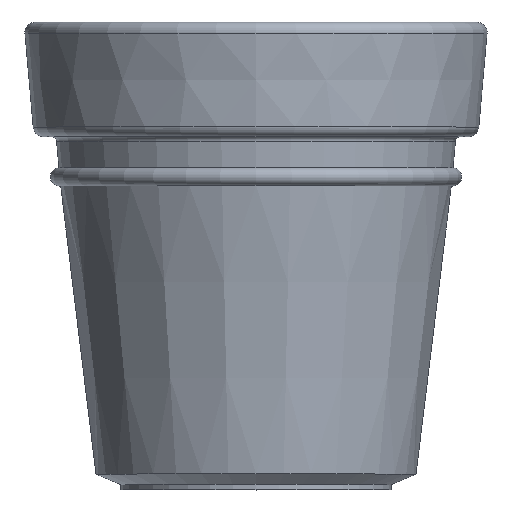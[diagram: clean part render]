
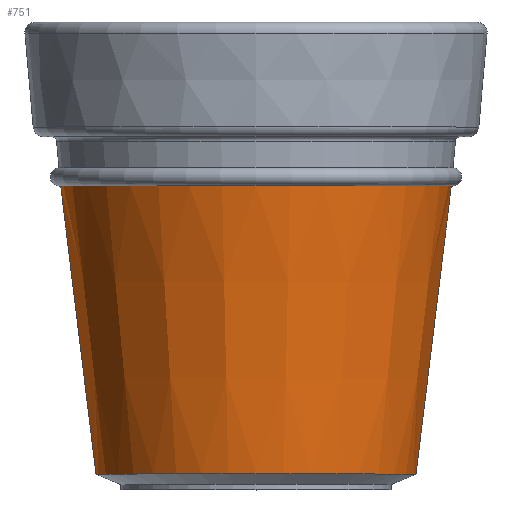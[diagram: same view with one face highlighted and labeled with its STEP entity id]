
A CAD part, top view. The second image highlights one B-rep face of the part: STEP entity #751.
In plain terms, the highlighted conical face has half-angle 7 degrees and reference radius 308 mm.
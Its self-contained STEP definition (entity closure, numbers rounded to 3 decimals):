
#5 = DIRECTION ( 'NONE',  ( -0.122, 0.993, 0. ) ) ;
#16 = AXIS2_PLACEMENT_3D ( 'NONE', #697, #756, #322 ) ;
#41 = ORIENTED_EDGE ( 'NONE', *, *, #437, .T. ) ;
#61 = FACE_OUTER_BOUND ( 'NONE', #207, .T. ) ;
#65 = AXIS2_PLACEMENT_3D ( 'NONE', #546, #242, #377 ) ;
#121 = CIRCLE ( 'NONE', #748, 376.145 ) ;
#150 = DIRECTION ( 'NONE',  ( 0.122, 0.993, 0. ) ) ;
#186 = LINE ( 'NONE', #302, #574 ) ;
#195 = VERTEX_POINT ( 'NONE', #449 ) ;
#196 = VERTEX_POINT ( 'NONE', #701 ) ;
#207 = EDGE_LOOP ( 'NONE', ( #41, #600, #288, #291 ) ) ;
#240 = DIRECTION ( 'NONE',  ( 0., 1., 0. ) ) ;
#242 = DIRECTION ( 'NONE',  ( 0., 1., 0. ) ) ;
#257 = VERTEX_POINT ( 'NONE', #738 ) ;
#288 = ORIENTED_EDGE ( 'NONE', *, *, #720, .F. ) ;
#291 = ORIENTED_EDGE ( 'NONE', *, *, #705, .F. ) ;
#293 = CARTESIAN_POINT ( 'NONE',  ( 308., 30., 0. ) ) ;
#302 = CARTESIAN_POINT ( 'NONE',  ( 308., 30., 0. ) ) ;
#322 = DIRECTION ( 'NONE',  ( -1., 0., 0. ) ) ;
#351 = VERTEX_POINT ( 'NONE', #293 ) ;
#356 = CIRCLE ( 'NONE', #16, 308. ) ;
#377 = DIRECTION ( 'NONE',  ( -1., 0., 0. ) ) ;
#406 = CONICAL_SURFACE ( 'NONE', #65, 308., 0.122 ) ;
#437 = EDGE_CURVE ( 'NONE', #195, #351, #356, .T. ) ;
#449 = CARTESIAN_POINT ( 'NONE',  ( -308., 30., 0. ) ) ;
#473 = EDGE_CURVE ( 'NONE', #351, #196, #186, .T. ) ;
#476 = CARTESIAN_POINT ( 'NONE',  ( 0., 585., 0. ) ) ;
#478 = DIRECTION ( 'NONE',  ( -1., 0., 0. ) ) ;
#546 = CARTESIAN_POINT ( 'NONE',  ( 0., 30., 0. ) ) ;
#549 = CARTESIAN_POINT ( 'NONE',  ( -308., 30., 0. ) ) ;
#574 = VECTOR ( 'NONE', #150, 1000. ) ;
#600 = ORIENTED_EDGE ( 'NONE', *, *, #473, .T. ) ;
#612 = LINE ( 'NONE', #549, #656 ) ;
#656 = VECTOR ( 'NONE', #5, 1000. ) ;
#697 = CARTESIAN_POINT ( 'NONE',  ( 0., 30., 0. ) ) ;
#701 = CARTESIAN_POINT ( 'NONE',  ( 376.145, 585., 0. ) ) ;
#705 = EDGE_CURVE ( 'NONE', #195, #257, #612, .T. ) ;
#720 = EDGE_CURVE ( 'NONE', #257, #196, #121, .T. ) ;
#738 = CARTESIAN_POINT ( 'NONE',  ( -376.145, 585., 0. ) ) ;
#748 = AXIS2_PLACEMENT_3D ( 'NONE', #476, #240, #478 ) ;
#751 = ADVANCED_FACE ( 'NONE', ( #61 ), #406, .T. ) ;
#756 = DIRECTION ( 'NONE',  ( 0., 1., 0. ) ) ;
